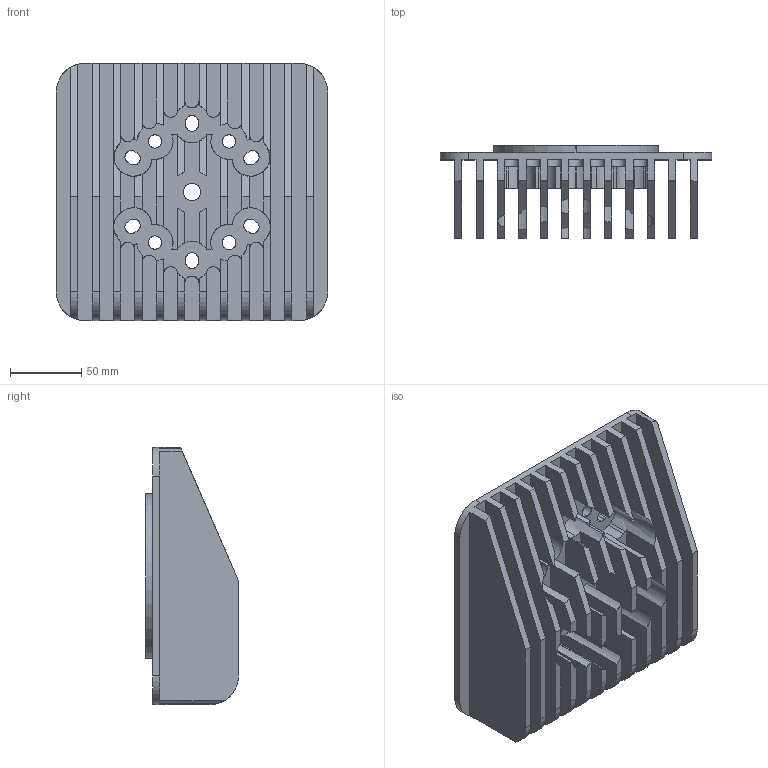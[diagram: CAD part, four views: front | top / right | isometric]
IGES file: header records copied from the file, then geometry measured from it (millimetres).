
Start section: SolidWorks IGES file using analytic representation for surfaces
Global section: file name: nouvelle culasse.IGS; native system: SolidWorks 2018; preprocessor: SolidWorks 2018; author: Admin; date: 210422.151024; units: millimetre
Bounding box: 190 x 65 x 180 mm (x, y, z)
Surface area: 238561.6 mm2 (no closed solid volume)
Topology: 0 solids, 0 shells, 257 faces, 3656 edges, 3656 vertices
Faces by surface type: bspline 149, revolution 108
